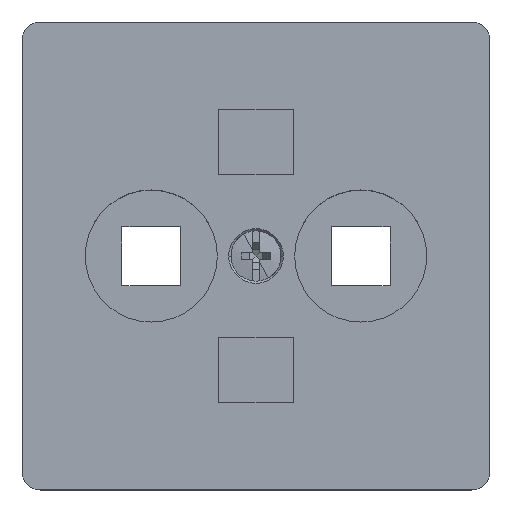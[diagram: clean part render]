
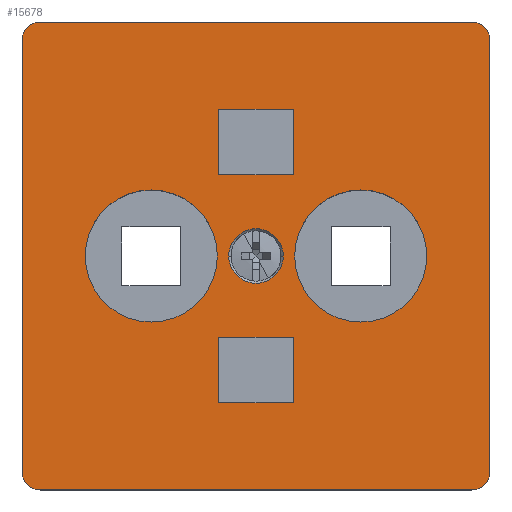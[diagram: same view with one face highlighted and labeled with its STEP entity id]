
A CAD part, top view. The second image highlights one B-rep face of the part: STEP entity #15678.
In plain terms, the highlighted face is planar.
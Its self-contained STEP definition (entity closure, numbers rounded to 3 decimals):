
#554=CARTESIAN_POINT('',(-23.695,2.675,-23.695));
#555=DIRECTION('',(0.,-1.,0.));
#556=DIRECTION('',(-1.,0.,0.));
#557=AXIS2_PLACEMENT_3D('',#554,#555,#556);
#559=DIRECTION('',(1.,0.,0.));
#560=VECTOR('',#559,47.39);
#561=CARTESIAN_POINT('',(-23.695,2.675,-25.695));
#562=LINE('10374',#561,#560);
#563=CARTESIAN_POINT('',(23.695,2.675,-23.695));
#564=DIRECTION('',(0.,-1.,0.));
#565=DIRECTION('',(0.,0.,-1.));
#566=AXIS2_PLACEMENT_3D('',#563,#564,#565);
#568=DIRECTION('',(0.,0.,1.));
#569=VECTOR('',#568,47.39);
#570=CARTESIAN_POINT('',(25.695,2.675,-23.695));
#571=LINE('10378',#570,#569);
#572=CARTESIAN_POINT('',(23.695,2.675,23.695));
#573=DIRECTION('',(0.,-1.,0.));
#574=DIRECTION('',(1.,0.,0.));
#575=AXIS2_PLACEMENT_3D('',#572,#573,#574);
#577=DIRECTION('',(-1.,0.,0.));
#578=VECTOR('',#577,47.39);
#579=CARTESIAN_POINT('',(23.695,2.675,25.695));
#580=LINE('10381',#579,#578);
#581=CARTESIAN_POINT('',(-23.695,2.675,23.695));
#582=DIRECTION('',(0.,-1.,0.));
#583=DIRECTION('',(0.,0.,1.));
#584=AXIS2_PLACEMENT_3D('',#581,#582,#583);
#586=DIRECTION('',(0.,0.,-1.));
#587=VECTOR('',#586,47.39);
#588=CARTESIAN_POINT('',(-25.695,2.675,23.695));
#589=LINE('10370',#588,#587);
#590=DIRECTION('',(0.,0.,1.));
#591=VECTOR('',#590,7.2);
#592=CARTESIAN_POINT('',(-4.1,2.675,8.9));
#593=LINE('14805',#592,#591);
#594=DIRECTION('',(1.,0.,0.));
#595=VECTOR('',#594,8.2);
#596=CARTESIAN_POINT('',(-4.1,2.675,16.1));
#597=LINE('14806',#596,#595);
#598=DIRECTION('',(0.,0.,-1.));
#599=VECTOR('',#598,7.2);
#600=CARTESIAN_POINT('',(4.1,2.675,16.1));
#601=LINE('14807',#600,#599);
#602=DIRECTION('',(-1.,0.,0.));
#603=VECTOR('',#602,8.2);
#604=CARTESIAN_POINT('',(4.1,2.675,8.9));
#605=LINE('14808',#604,#603);
#606=DIRECTION('',(1.,0.,0.));
#607=VECTOR('',#606,8.2);
#608=CARTESIAN_POINT('',(-4.1,2.675,-8.9));
#609=LINE('14809',#608,#607);
#610=DIRECTION('',(0.,0.,-1.));
#611=VECTOR('',#610,7.2);
#612=CARTESIAN_POINT('',(4.1,2.675,-8.9));
#613=LINE('14810',#612,#611);
#614=DIRECTION('',(-1.,0.,0.));
#615=VECTOR('',#614,8.2);
#616=CARTESIAN_POINT('',(4.1,2.675,-16.1));
#617=LINE('14811',#616,#615);
#618=DIRECTION('',(0.,0.,1.));
#619=VECTOR('',#618,7.2);
#620=CARTESIAN_POINT('',(-4.1,2.675,-16.1));
#621=LINE('14812',#620,#619);
#622=CARTESIAN_POINT('',(-11.5,2.675,0.));
#623=DIRECTION('',(0.,1.,0.));
#624=DIRECTION('',(1.,0.,0.));
#625=AXIS2_PLACEMENT_3D('',#622,#623,#624);
#627=CARTESIAN_POINT('',(-11.5,2.675,0.));
#628=DIRECTION('',(0.,1.,0.));
#629=DIRECTION('',(-1.,0.,0.));
#630=AXIS2_PLACEMENT_3D('',#627,#628,#629);
#632=CARTESIAN_POINT('',(11.5,2.675,0.));
#633=DIRECTION('',(0.,1.,0.));
#634=DIRECTION('',(1.,0.,0.));
#635=AXIS2_PLACEMENT_3D('',#632,#633,#634);
#637=CARTESIAN_POINT('',(11.5,2.675,0.));
#638=DIRECTION('',(0.,1.,0.));
#639=DIRECTION('',(-1.,0.,0.));
#640=AXIS2_PLACEMENT_3D('',#637,#638,#639);
#642=CARTESIAN_POINT('',(0.,2.675,0.));
#643=DIRECTION('',(0.,1.,0.));
#644=DIRECTION('',(-1.,0.,0.));
#645=AXIS2_PLACEMENT_3D('',#642,#643,#644);
#647=CARTESIAN_POINT('',(0.,2.675,0.));
#648=DIRECTION('',(0.,1.,0.));
#649=DIRECTION('',(1.,0.,0.));
#650=AXIS2_PLACEMENT_3D('',#647,#648,#649);
#11696=CARTESIAN_POINT('',(-25.695,2.675,23.695));
#11697=VERTEX_POINT('',#11696);
#11698=CARTESIAN_POINT('',(-23.695,2.675,25.695));
#11699=VERTEX_POINT('',#11698);
#11700=CARTESIAN_POINT('',(-25.695,2.675,-23.695));
#11701=VERTEX_POINT('',#11700);
#11702=CARTESIAN_POINT('',(-23.695,2.675,-25.695));
#11703=VERTEX_POINT('',#11702);
#11704=CARTESIAN_POINT('',(23.695,2.675,-25.695));
#11705=VERTEX_POINT('',#11704);
#11706=CARTESIAN_POINT('',(25.695,2.675,-23.695));
#11707=VERTEX_POINT('',#11706);
#11708=CARTESIAN_POINT('',(25.695,2.675,23.695));
#11709=VERTEX_POINT('',#11708);
#11710=CARTESIAN_POINT('',(23.695,2.675,25.695));
#11711=VERTEX_POINT('',#11710);
#11805=CARTESIAN_POINT('',(-4.1,2.675,8.9));
#11806=CARTESIAN_POINT('',(-4.1,2.675,16.1));
#11807=VERTEX_POINT('',#11805);
#11808=VERTEX_POINT('',#11806);
#11809=CARTESIAN_POINT('',(4.1,2.675,16.1));
#11810=VERTEX_POINT('',#11809);
#11811=CARTESIAN_POINT('',(4.1,2.675,8.9));
#11812=VERTEX_POINT('',#11811);
#11813=CARTESIAN_POINT('',(-4.1,2.675,-8.9));
#11814=CARTESIAN_POINT('',(4.1,2.675,-8.9));
#11815=VERTEX_POINT('',#11813);
#11816=VERTEX_POINT('',#11814);
#11817=CARTESIAN_POINT('',(4.1,2.675,-16.1));
#11818=VERTEX_POINT('',#11817);
#11819=CARTESIAN_POINT('',(-4.1,2.675,-16.1));
#11820=VERTEX_POINT('',#11819);
#11829=CARTESIAN_POINT('',(-4.25,2.675,0.));
#11830=CARTESIAN_POINT('',(-18.75,2.675,0.));
#11831=VERTEX_POINT('',#11829);
#11832=VERTEX_POINT('',#11830);
#11833=CARTESIAN_POINT('',(18.75,2.675,0.));
#11834=CARTESIAN_POINT('',(4.25,2.675,0.));
#11835=VERTEX_POINT('',#11833);
#11836=VERTEX_POINT('',#11834);
#11909=CARTESIAN_POINT('',(-3.,2.675,0.));
#11910=CARTESIAN_POINT('',(3.,2.675,0.));
#11911=VERTEX_POINT('',#11909);
#11912=VERTEX_POINT('',#11910);
#15625=CARTESIAN_POINT('',(0.,2.675,0.));
#15626=DIRECTION('',(0.,1.,0.));
#15627=DIRECTION('',(0.,0.,1.));
#15628=AXIS2_PLACEMENT_3D('',#15625,#15626,#15627);
#15629=PLANE('12812',#15628);
#15630=ORIENTED_EDGE('10372',*,*,#15508,.T.);
#15631=ORIENTED_EDGE('10374',*,*,#15530,.T.);
#15632=ORIENTED_EDGE('10376',*,*,#15550,.T.);
#15633=ORIENTED_EDGE('10378',*,*,#15570,.T.);
#15634=ORIENTED_EDGE('10380',*,*,#15592,.T.);
#15635=ORIENTED_EDGE('10381',*,*,#15611,.T.);
#15636=ORIENTED_EDGE('10367',*,*,#15465,.T.);
#15637=ORIENTED_EDGE('10370',*,*,#15486,.T.);
#15638=EDGE_LOOP('12812',(#15630,#15631,#15632,#15633,#15634,#15635,#15636,
#15637));
#15639=FACE_OUTER_BOUND('12812',#15638,.F.);
#15641=ORIENTED_EDGE('14805',*,*,#15640,.T.);
#15643=ORIENTED_EDGE('14806',*,*,#15642,.T.);
#15645=ORIENTED_EDGE('14807',*,*,#15644,.T.);
#15647=ORIENTED_EDGE('14808',*,*,#15646,.T.);
#15648=EDGE_LOOP('12812',(#15641,#15643,#15645,#15647));
#15649=FACE_BOUND('12812',#15648,.F.);
#15651=ORIENTED_EDGE('14809',*,*,#15650,.T.);
#15653=ORIENTED_EDGE('14810',*,*,#15652,.T.);
#15655=ORIENTED_EDGE('14811',*,*,#15654,.T.);
#15657=ORIENTED_EDGE('14812',*,*,#15656,.T.);
#15658=EDGE_LOOP('12812',(#15651,#15653,#15655,#15657));
#15659=FACE_BOUND('12812',#15658,.F.);
#15661=ORIENTED_EDGE('14965',*,*,#15660,.T.);
#15663=ORIENTED_EDGE('14966',*,*,#15662,.T.);
#15664=EDGE_LOOP('12812',(#15661,#15663));
#15665=FACE_BOUND('12812',#15664,.F.);
#15667=ORIENTED_EDGE('14967',*,*,#15666,.T.);
#15669=ORIENTED_EDGE('14968',*,*,#15668,.T.);
#15670=EDGE_LOOP('12812',(#15667,#15669));
#15671=FACE_BOUND('12812',#15670,.F.);
#15673=ORIENTED_EDGE('15321',*,*,#15672,.T.);
#15675=ORIENTED_EDGE('15322',*,*,#15674,.T.);
#15676=EDGE_LOOP('12812',(#15673,#15675));
#15677=FACE_BOUND('12812',#15676,.F.);
#558=CIRCLE('10372',#557,2.);
#567=CIRCLE('10376',#566,2.);
#576=CIRCLE('10380',#575,2.);
#585=CIRCLE('10367',#584,2.);
#626=CIRCLE('14965',#625,7.25);
#631=CIRCLE('14966',#630,7.25);
#636=CIRCLE('14967',#635,7.25);
#641=CIRCLE('14968',#640,7.25);
#646=CIRCLE('15321',#645,3.);
#651=CIRCLE('15322',#650,3.);
#15465=EDGE_CURVE('10367',#11699,#11697,#585,.T.);
#15486=EDGE_CURVE('10370',#11697,#11701,#589,.T.);
#15508=EDGE_CURVE('10372',#11701,#11703,#558,.T.);
#15530=EDGE_CURVE('10374',#11703,#11705,#562,.T.);
#15550=EDGE_CURVE('10376',#11705,#11707,#567,.T.);
#15570=EDGE_CURVE('10378',#11707,#11709,#571,.T.);
#15592=EDGE_CURVE('10380',#11709,#11711,#576,.T.);
#15611=EDGE_CURVE('10381',#11711,#11699,#580,.T.);
#15640=EDGE_CURVE('14805',#11807,#11808,#593,.T.);
#15642=EDGE_CURVE('14806',#11808,#11810,#597,.T.);
#15644=EDGE_CURVE('14807',#11810,#11812,#601,.T.);
#15646=EDGE_CURVE('14808',#11812,#11807,#605,.T.);
#15650=EDGE_CURVE('14809',#11815,#11816,#609,.T.);
#15652=EDGE_CURVE('14810',#11816,#11818,#613,.T.);
#15654=EDGE_CURVE('14811',#11818,#11820,#617,.T.);
#15656=EDGE_CURVE('14812',#11820,#11815,#621,.T.);
#15660=EDGE_CURVE('14965',#11831,#11832,#626,.T.);
#15662=EDGE_CURVE('14966',#11832,#11831,#631,.T.);
#15666=EDGE_CURVE('14967',#11835,#11836,#636,.T.);
#15668=EDGE_CURVE('14968',#11836,#11835,#641,.T.);
#15672=EDGE_CURVE('15321',#11911,#11912,#646,.T.);
#15674=EDGE_CURVE('15322',#11912,#11911,#651,.T.);
#15678=ADVANCED_FACE('12812',(#15639,#15649,#15659,#15665,#15671,#15677),#15629,
.T.);
